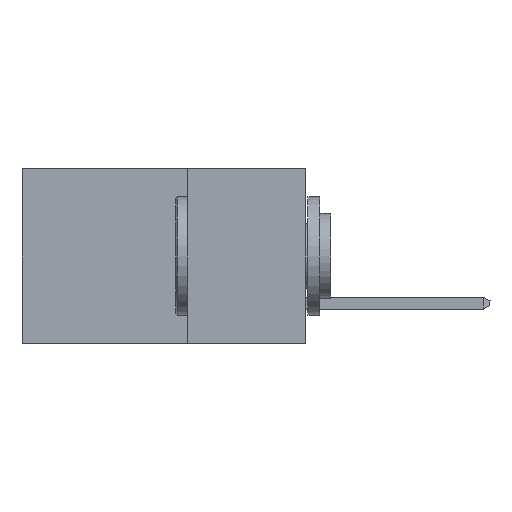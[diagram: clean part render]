
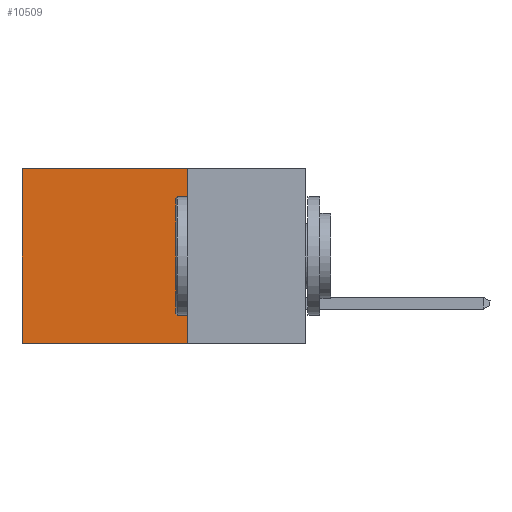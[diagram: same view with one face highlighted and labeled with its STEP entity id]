
A CAD part, left-side view. The second image highlights one B-rep face of the part: STEP entity #10509.
In plain terms, the highlighted planar face has unit normal (-1, 0, 0).
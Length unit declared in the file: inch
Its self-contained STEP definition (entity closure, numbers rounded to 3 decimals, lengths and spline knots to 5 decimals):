
#215 = CARTESIAN_POINT ( 'NONE',  ( 0.2615, 0.25, -0.37 ) ) ;
#630 = PLANE ( 'NONE',  #6067 ) ;
#2662 = ORIENTED_EDGE ( 'NONE', *, *, #14019, .T. ) ;
#3055 = CARTESIAN_POINT ( 'NONE',  ( 0.2615, 0.6, 0. ) ) ;
#3459 = CARTESIAN_POINT ( 'NONE',  ( 0.2615, 0.25, 0. ) ) ;
#4422 = ORIENTED_EDGE ( 'NONE', *, *, #11359, .T. ) ;
#4463 = DIRECTION ( 'NONE',  ( 0., 1., 0. ) ) ;
#4630 = LINE ( 'NONE', #3459, #14723 ) ;
#4692 = EDGE_LOOP ( 'NONE', ( #4422, #14619, #5886, #2662 ) ) ;
#5381 = VERTEX_POINT ( 'NONE', #15166 ) ;
#5595 = FACE_OUTER_BOUND ( 'NONE', #4692, .T. ) ;
#5622 = CARTESIAN_POINT ( 'NONE',  ( 0.2615, 0.6, -0.37 ) ) ;
#5886 = ORIENTED_EDGE ( 'NONE', *, *, #11320, .F. ) ;
#6067 = AXIS2_PLACEMENT_3D ( 'NONE', #10058, #8905, #13615 ) ;
#6564 = CARTESIAN_POINT ( 'NONE',  ( 0.2615, 0.25, -0.37 ) ) ;
#6828 = EDGE_CURVE ( 'NONE', #11135, #5381, #13571, .T. ) ;
#7997 = DIRECTION ( 'NONE',  ( 0., 0., -1. ) ) ;
#8032 = VECTOR ( 'NONE', #9087, 39.37008 ) ;
#8905 = DIRECTION ( 'NONE',  ( 1., 0., 0. ) ) ;
#9087 = DIRECTION ( 'NONE',  ( 0., 0., -1. ) ) ;
#9311 = LINE ( 'NONE', #10389, #8032 ) ;
#10058 = CARTESIAN_POINT ( 'NONE',  ( 0.2615, 0.25, -0.37 ) ) ;
#10389 = CARTESIAN_POINT ( 'NONE',  ( 0.2615, 0.25, -0.37 ) ) ;
#10509 = ADVANCED_FACE ( 'NONE', ( #5595 ), #630, .F. ) ;
#10641 = DIRECTION ( 'NONE',  ( 0., 1., 0. ) ) ;
#11135 = VERTEX_POINT ( 'NONE', #215 ) ;
#11320 = EDGE_CURVE ( 'NONE', #14488, #11135, #9311, .T. ) ;
#11359 = EDGE_CURVE ( 'NONE', #12973, #5381, #12778, .T. ) ;
#11707 = VECTOR ( 'NONE', #7997, 39.37008 ) ;
#12778 = LINE ( 'NONE', #5622, #11707 ) ;
#12973 = VERTEX_POINT ( 'NONE', #3055 ) ;
#13571 = LINE ( 'NONE', #6564, #14362 ) ;
#13615 = DIRECTION ( 'NONE',  ( 0., 0., -1. ) ) ;
#14019 = EDGE_CURVE ( 'NONE', #14488, #12973, #4630, .T. ) ;
#14362 = VECTOR ( 'NONE', #4463, 39.37008 ) ;
#14488 = VERTEX_POINT ( 'NONE', #15042 ) ;
#14619 = ORIENTED_EDGE ( 'NONE', *, *, #6828, .F. ) ;
#14723 = VECTOR ( 'NONE', #10641, 39.37008 ) ;
#15042 = CARTESIAN_POINT ( 'NONE',  ( 0.2615, 0.25, 0. ) ) ;
#15166 = CARTESIAN_POINT ( 'NONE',  ( 0.2615, 0.6, -0.37 ) ) ;
